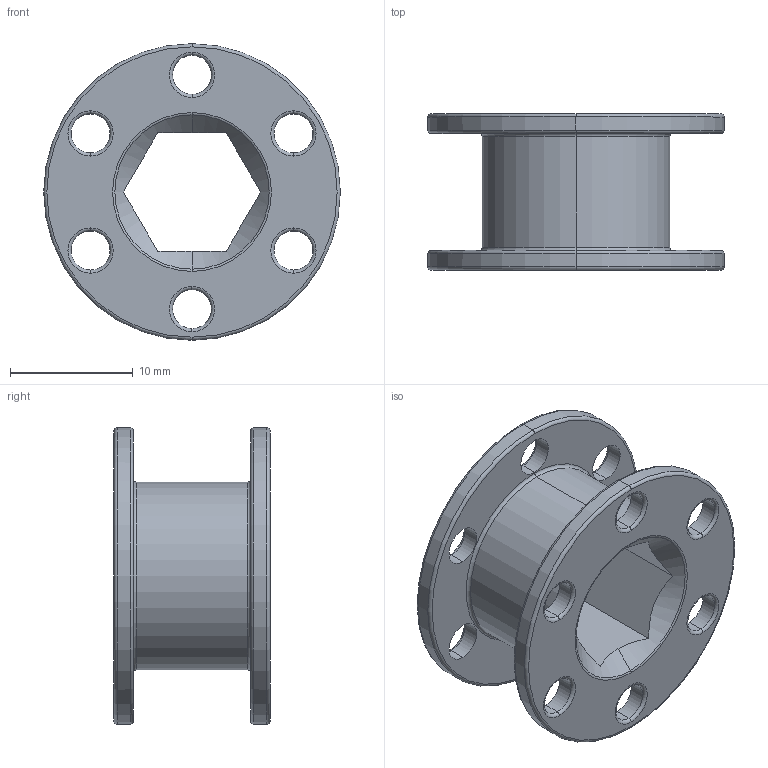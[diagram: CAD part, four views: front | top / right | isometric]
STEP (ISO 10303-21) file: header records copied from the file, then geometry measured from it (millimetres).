
FILE_DESCRIPTION (( 'STEP AP203' ), '1' );
FILE_NAME ('am-5027 Robits Spool.STEP', '2023-06-15T18:37:56', ( '' ), ( '' ), 'SwSTEP 2.0', 'SolidWorks 2022', '' );
FILE_SCHEMA (( 'CONFIG_CONTROL_DESIGN' ));
Length unit declared in the file: inch
Products named in the file (1): am-5027 Robits Spool
Bounding box: 24.12 x 12.7 x 24.12 mm (x, y, z)
Volume: 1947.7 mm3; surface area: 2316.1 mm2
Topology: 1 solids, 1 shells, 84 faces, 200 edges, 120 vertices
Faces by surface type: torus 40, cylinder 26, plane 10, cone 8
Entity records: 2711 total; most frequent: CARTESIAN_POINT 549, DIRECTION 498, ORIENTED_EDGE 400, AXIS2_PLACEMENT_3D 229, EDGE_CURVE 200, CIRCLE 144, VERTEX_POINT 120, EDGE_LOOP 112
